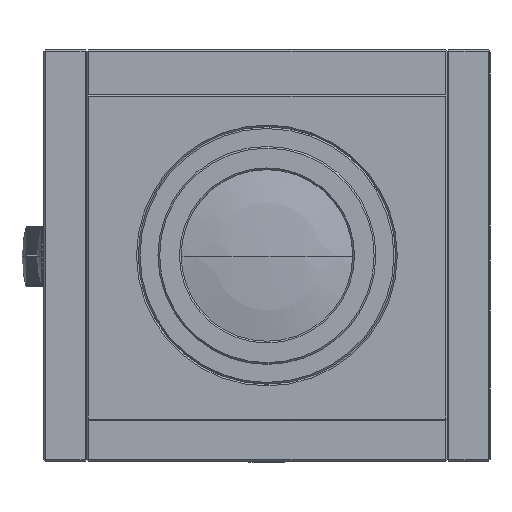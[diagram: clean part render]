
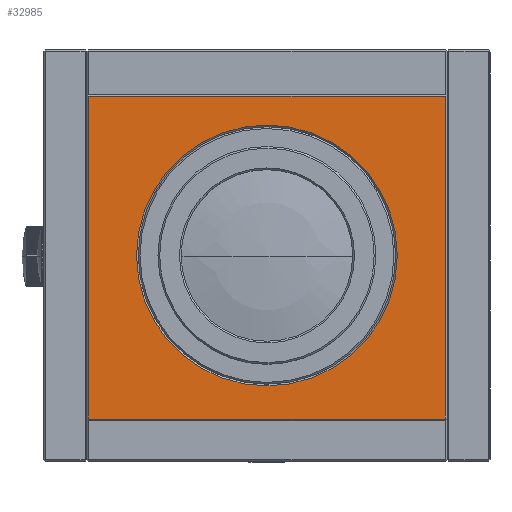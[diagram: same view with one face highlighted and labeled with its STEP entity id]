
A CAD part, top view. The second image highlights one B-rep face of the part: STEP entity #32985.
In plain terms, the highlighted planar face has unit normal (0, 0, 1).
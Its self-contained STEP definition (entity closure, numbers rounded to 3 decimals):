
#29527=DIRECTION('',(1.,0.,0.));
#29528=VECTOR('',#29527,41.6);
#29529=CARTESIAN_POINT('',(-20.8,18.548,36.761));
#29530=LINE('',#29529,#29528);
#29534=DIRECTION('',(0.,-1.,0.));
#29535=VECTOR('',#29534,37.607);
#29536=CARTESIAN_POINT('',(20.8,18.548,36.761));
#29537=LINE('',#29536,#29535);
#29541=CARTESIAN_POINT('',(0.,0.,36.761));
#29542=DIRECTION('',(0.,0.,1.));
#29543=DIRECTION('',(-1.,0.,0.));
#29544=AXIS2_PLACEMENT_3D('',#29541,#29542,#29543);
#29549=CARTESIAN_POINT('',(0.,0.,36.761));
#29550=DIRECTION('',(0.,0.,1.));
#29551=DIRECTION('',(1.,0.,0.));
#29552=AXIS2_PLACEMENT_3D('',#29549,#29550,#29551);
#29557=DIRECTION('',(0.,-1.,0.));
#29558=VECTOR('',#29557,37.607);
#29559=CARTESIAN_POINT('',(-20.8,18.548,36.761));
#29560=LINE('',#29559,#29558);
#29846=DIRECTION('',(1.,0.,0.));
#29847=VECTOR('',#29846,41.6);
#29848=CARTESIAN_POINT('',(-20.8,-19.059,36.761));
#29849=LINE('',#29848,#29847);
#31797=CARTESIAN_POINT('',(-20.8,-19.059,36.761));
#31799=VERTEX_POINT('',#31797);
#31801=CARTESIAN_POINT('',(20.8,-19.059,36.761));
#31803=VERTEX_POINT('',#31801);
#31881=CARTESIAN_POINT('',(20.8,18.548,36.761));
#31882=VERTEX_POINT('',#31881);
#31883=CARTESIAN_POINT('',(-20.8,18.548,36.761));
#31884=VERTEX_POINT('',#31883);
#31885=CARTESIAN_POINT('',(-15.2,0.,36.761));
#31886=CARTESIAN_POINT('',(15.2,0.,36.761));
#31887=VERTEX_POINT('',#31885);
#31888=VERTEX_POINT('',#31886);
#32965=CARTESIAN_POINT('',(0.,-0.259,
36.761));
#32966=DIRECTION('',(0.,0.,1.));
#32967=DIRECTION('',(1.,0.,0.));
#32968=AXIS2_PLACEMENT_3D('',#32965,#32966,#32967);
#32969=PLANE('',#32968);
#32971=ORIENTED_EDGE('',*,*,#32970,.F.);
#32973=ORIENTED_EDGE('',*,*,#32972,.T.);
#32974=ORIENTED_EDGE('',*,*,#32949,.T.);
#32976=ORIENTED_EDGE('',*,*,#32975,.F.);
#32977=EDGE_LOOP('',(#32971,#32973,#32974,#32976));
#32978=FACE_OUTER_BOUND('',#32977,.F.);
#32980=ORIENTED_EDGE('',*,*,#32979,.T.);
#32982=ORIENTED_EDGE('',*,*,#32981,.T.);
#32983=EDGE_LOOP('',(#32980,#32982));
#32984=FACE_BOUND('',#32983,.F.);
#29545=CIRCLE('',#29544,15.2);
#29553=CIRCLE('',#29552,15.2);
#32949=EDGE_CURVE('',#31882,#31803,#29537,.T.);
#32970=EDGE_CURVE('',#31884,#31799,#29560,.T.);
#32972=EDGE_CURVE('',#31884,#31882,#29530,.T.);
#32975=EDGE_CURVE('',#31799,#31803,#29849,.T.);
#32979=EDGE_CURVE('',#31887,#31888,#29545,.T.);
#32981=EDGE_CURVE('',#31888,#31887,#29553,.T.);
#32985=ADVANCED_FACE('',(#32978,#32984),#32969,.T.);
